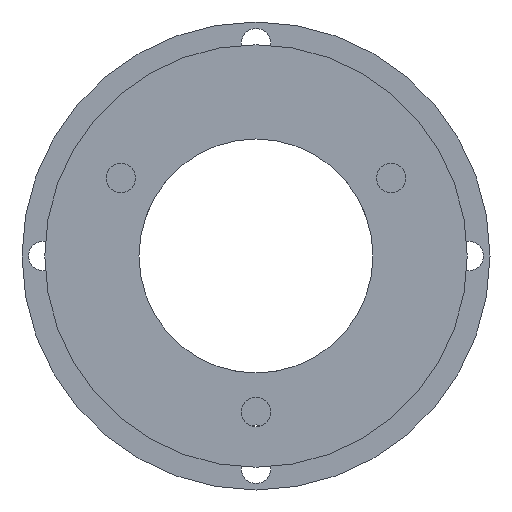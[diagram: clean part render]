
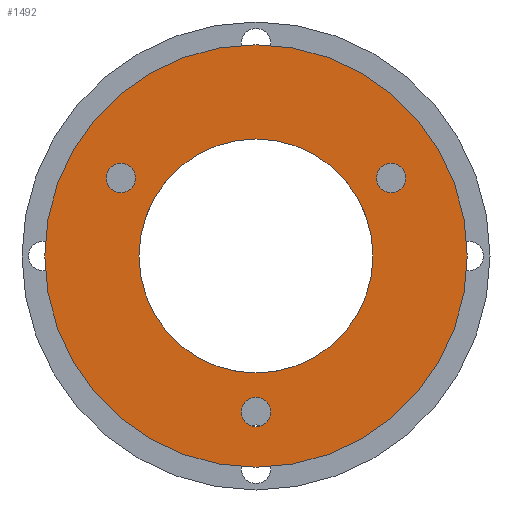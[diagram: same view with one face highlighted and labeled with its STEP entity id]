
A CAD part, front view. The second image highlights one B-rep face of the part: STEP entity #1492.
In plain terms, the highlighted planar face has unit normal (0, -1, 0).
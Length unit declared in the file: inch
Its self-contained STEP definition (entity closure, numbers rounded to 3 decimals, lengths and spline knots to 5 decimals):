
#2 = CARTESIAN_POINT ( 'NONE',  ( 0., 0., 0. ) ) ;
#18 = DIRECTION ( 'NONE',  ( 0., 0., -1. ) ) ;
#25 = ORIENTED_EDGE ( 'NONE', *, *, #1420, .T. ) ;
#66 = CARTESIAN_POINT ( 'NONE',  ( -0.81829, 0., 0.47244 ) ) ;
#108 = ORIENTED_EDGE ( 'NONE', *, *, #2342, .T. ) ;
#112 = EDGE_CURVE ( 'NONE', #1297, #2449, #1085, .T. ) ;
#123 = VERTEX_POINT ( 'NONE', #1948 ) ;
#132 = DIRECTION ( 'NONE',  ( 0., -1., 0. ) ) ;
#154 = CIRCLE ( 'NONE', #1279, 0.08858 ) ;
#155 = VERTEX_POINT ( 'NONE', #2183 ) ;
#194 = ORIENTED_EDGE ( 'NONE', *, *, #1944, .T. ) ;
#200 = ORIENTED_EDGE ( 'NONE', *, *, #2314, .T. ) ;
#213 = CIRCLE ( 'NONE', #1928, 0.70866 ) ;
#242 = DIRECTION ( 'NONE',  ( 0., 0., -1. ) ) ;
#246 = CARTESIAN_POINT ( 'NONE',  ( 0., 0., -0.94488 ) ) ;
#257 = CARTESIAN_POINT ( 'NONE',  ( 0., 0., -0.94488 ) ) ;
#268 = EDGE_CURVE ( 'NONE', #570, #1297, #1213, .T. ) ;
#308 = EDGE_CURVE ( 'NONE', #1807, #905, #1999, .T. ) ;
#317 = ORIENTED_EDGE ( 'NONE', *, *, #1964, .T. ) ;
#322 = DIRECTION ( 'NONE',  ( 0., 0., -1. ) ) ;
#339 = CARTESIAN_POINT ( 'NONE',  ( 0., 0., 0. ) ) ;
#401 = ORIENTED_EDGE ( 'NONE', *, *, #766, .T. ) ;
#411 = AXIS2_PLACEMENT_3D ( 'NONE', #2422, #2045, #715 ) ;
#431 = DIRECTION ( 'NONE',  ( 0., 1., 0. ) ) ;
#440 = DIRECTION ( 'NONE',  ( 0., 0., 1. ) ) ;
#444 = AXIS2_PLACEMENT_3D ( 'NONE', #1268, #862, #1625 ) ;
#497 = VERTEX_POINT ( 'NONE', #2145 ) ;
#506 = ORIENTED_EDGE ( 'NONE', *, *, #112, .T. ) ;
#553 = CARTESIAN_POINT ( 'NONE',  ( -0.774, 0., 0.54916 ) ) ;
#570 = VERTEX_POINT ( 'NONE', #1231 ) ;
#572 = AXIS2_PLACEMENT_3D ( 'NONE', #592, #1408, #1382 ) ;
#585 = CARTESIAN_POINT ( 'NONE',  ( -0.70866, 0., 0. ) ) ;
#591 = DIRECTION ( 'NONE',  ( 0., 1., 0. ) ) ;
#592 = CARTESIAN_POINT ( 'NONE',  ( 0., 0., -0.94488 ) ) ;
#597 = AXIS2_PLACEMENT_3D ( 'NONE', #339, #967, #18 ) ;
#635 = DIRECTION ( 'NONE',  ( 0., 1., 0. ) ) ;
#643 = CARTESIAN_POINT ( 'NONE',  ( 0., 0., 0. ) ) ;
#653 = CIRCLE ( 'NONE', #2119, 0.08858 ) ;
#666 = DIRECTION ( 'NONE',  ( 0., 1., 0. ) ) ;
#674 = AXIS2_PLACEMENT_3D ( 'NONE', #1230, #431, #1959 ) ;
#680 = CIRCLE ( 'NONE', #2395, 0.08858 ) ;
#690 = DIRECTION ( 'NONE',  ( 0., 0., 1. ) ) ;
#691 = EDGE_LOOP ( 'NONE', ( #917, #2350, #401 ) ) ;
#713 = AXIS2_PLACEMENT_3D ( 'NONE', #1740, #591, #2149 ) ;
#715 = DIRECTION ( 'NONE',  ( 0., 0., -1. ) ) ;
#741 = FACE_BOUND ( 'NONE', #691, .T. ) ;
#754 = CIRCLE ( 'NONE', #1827, 0.08858 ) ;
#766 = EDGE_CURVE ( 'NONE', #123, #826, #653, .T. ) ;
#826 = VERTEX_POINT ( 'NONE', #1180 ) ;
#853 = DIRECTION ( 'NONE',  ( 0., -1., 0. ) ) ;
#862 = DIRECTION ( 'NONE',  ( 0., 1., 0. ) ) ;
#897 = FACE_OUTER_BOUND ( 'NONE', #2431, .T. ) ;
#905 = VERTEX_POINT ( 'NONE', #1359 ) ;
#917 = ORIENTED_EDGE ( 'NONE', *, *, #1570, .T. ) ;
#927 = AXIS2_PLACEMENT_3D ( 'NONE', #2, #1702, #322 ) ;
#928 = ORIENTED_EDGE ( 'NONE', *, *, #268, .T. ) ;
#962 = EDGE_LOOP ( 'NONE', ( #1576, #1023, #194 ) ) ;
#967 = DIRECTION ( 'NONE',  ( 0., -1., 0. ) ) ;
#992 = CARTESIAN_POINT ( 'NONE',  ( 1.27953, 0., 0. ) ) ;
#994 = CIRCLE ( 'NONE', #2391, 0.08858 ) ;
#1004 = DIRECTION ( 'NONE',  ( 0., 1., 0. ) ) ;
#1006 = AXIS2_PLACEMENT_3D ( 'NONE', #643, #853, #1039 ) ;
#1020 = DIRECTION ( 'NONE',  ( 0., 0., 1. ) ) ;
#1023 = ORIENTED_EDGE ( 'NONE', *, *, #1642, .T. ) ;
#1034 = DIRECTION ( 'NONE',  ( 0., 0., 1. ) ) ;
#1039 = DIRECTION ( 'NONE',  ( 0., 0., -1. ) ) ;
#1055 = VERTEX_POINT ( 'NONE', #2223 ) ;
#1085 = CIRCLE ( 'NONE', #1006, 1.27953 ) ;
#1093 = FACE_BOUND ( 'NONE', #962, .T. ) ;
#1120 = VERTEX_POINT ( 'NONE', #553 ) ;
#1180 = CARTESIAN_POINT ( 'NONE',  ( 0.774, 0., 0.54916 ) ) ;
#1183 = ORIENTED_EDGE ( 'NONE', *, *, #308, .T. ) ;
#1192 = EDGE_CURVE ( 'NONE', #1684, #1807, #213, .T. ) ;
#1213 = CIRCLE ( 'NONE', #1679, 1.27953 ) ;
#1224 = CARTESIAN_POINT ( 'NONE',  ( 0., 0., -0.70866 ) ) ;
#1230 = CARTESIAN_POINT ( 'NONE',  ( -0.81829, 0., 0.47244 ) ) ;
#1231 = CARTESIAN_POINT ( 'NONE',  ( -1.27953, 0., 0. ) ) ;
#1260 = EDGE_CURVE ( 'NONE', #155, #1055, #2083, .T. ) ;
#1268 = CARTESIAN_POINT ( 'NONE',  ( 0., 0., 0. ) ) ;
#1270 = DIRECTION ( 'NONE',  ( 0., 0., 1. ) ) ;
#1279 = AXIS2_PLACEMENT_3D ( 'NONE', #257, #1969, #1020 ) ;
#1297 = VERTEX_POINT ( 'NONE', #1558 ) ;
#1309 = DIRECTION ( 'NONE',  ( 0., 0., 1. ) ) ;
#1316 = EDGE_CURVE ( 'NONE', #1953, #123, #1841, .T. ) ;
#1357 = DIRECTION ( 'NONE',  ( 0., 1., 0. ) ) ;
#1359 = CARTESIAN_POINT ( 'NONE',  ( 0.70866, 0., 0. ) ) ;
#1382 = DIRECTION ( 'NONE',  ( 0., 0., 1. ) ) ;
#1408 = DIRECTION ( 'NONE',  ( 0., 1., 0. ) ) ;
#1420 = EDGE_CURVE ( 'NONE', #905, #1684, #1491, .T. ) ;
#1424 = CARTESIAN_POINT ( 'NONE',  ( 0.08858, 0., -0.94488 ) ) ;
#1453 = DIRECTION ( 'NONE',  ( 0., 0., -1. ) ) ;
#1485 = CARTESIAN_POINT ( 'NONE',  ( 0.81829, 0., 0.47244 ) ) ;
#1491 = CIRCLE ( 'NONE', #927, 0.70866 ) ;
#1492 = ADVANCED_FACE ( 'NONE', ( #1093, #741, #1504, #1845, #897 ), #1663, .T. ) ;
#1499 = DIRECTION ( 'NONE',  ( 0., 1., 0. ) ) ;
#1504 = FACE_BOUND ( 'NONE', #2338, .T. ) ;
#1558 = CARTESIAN_POINT ( 'NONE',  ( 0., 0., -1.27953 ) ) ;
#1562 = CARTESIAN_POINT ( 'NONE',  ( 0.81829, 0., 0.56102 ) ) ;
#1570 = EDGE_CURVE ( 'NONE', #826, #1953, #1950, .T. ) ;
#1576 = ORIENTED_EDGE ( 'NONE', *, *, #2397, .T. ) ;
#1625 = DIRECTION ( 'NONE',  ( 0., 0., -1. ) ) ;
#1629 = DIRECTION ( 'NONE',  ( 0., 1., 0. ) ) ;
#1636 = ORIENTED_EDGE ( 'NONE', *, *, #1192, .T. ) ;
#1642 = EDGE_CURVE ( 'NONE', #497, #1120, #754, .T. ) ;
#1663 = PLANE ( 'NONE',  #411 ) ;
#1679 = AXIS2_PLACEMENT_3D ( 'NONE', #2217, #132, #1453 ) ;
#1684 = VERTEX_POINT ( 'NONE', #1224 ) ;
#1702 = DIRECTION ( 'NONE',  ( 0., 1., 0. ) ) ;
#1740 = CARTESIAN_POINT ( 'NONE',  ( 0.81829, 0., 0.47244 ) ) ;
#1752 = CIRCLE ( 'NONE', #674, 0.08858 ) ;
#1788 = CARTESIAN_POINT ( 'NONE',  ( 0.81829, 0., 0.47244 ) ) ;
#1804 = AXIS2_PLACEMENT_3D ( 'NONE', #1788, #1629, #1270 ) ;
#1807 = VERTEX_POINT ( 'NONE', #585 ) ;
#1827 = AXIS2_PLACEMENT_3D ( 'NONE', #2366, #666, #690 ) ;
#1841 = CIRCLE ( 'NONE', #1804, 0.08858 ) ;
#1845 = FACE_BOUND ( 'NONE', #2036, .T. ) ;
#1872 = VERTEX_POINT ( 'NONE', #1424 ) ;
#1928 = AXIS2_PLACEMENT_3D ( 'NONE', #1952, #1004, #242 ) ;
#1944 = EDGE_CURVE ( 'NONE', #1120, #2146, #1752, .T. ) ;
#1948 = CARTESIAN_POINT ( 'NONE',  ( 0.86258, 0., 0.39573 ) ) ;
#1950 = CIRCLE ( 'NONE', #713, 0.08858 ) ;
#1952 = CARTESIAN_POINT ( 'NONE',  ( 0., 0., 0. ) ) ;
#1953 = VERTEX_POINT ( 'NONE', #1562 ) ;
#1959 = DIRECTION ( 'NONE',  ( 0., 0., 1. ) ) ;
#1964 = EDGE_CURVE ( 'NONE', #1055, #1872, #994, .T. ) ;
#1969 = DIRECTION ( 'NONE',  ( 0., 1., 0. ) ) ;
#1999 = CIRCLE ( 'NONE', #444, 0.70866 ) ;
#2036 = EDGE_LOOP ( 'NONE', ( #1183, #25, #1636 ) ) ;
#2045 = DIRECTION ( 'NONE',  ( 0., -1., 0. ) ) ;
#2083 = CIRCLE ( 'NONE', #572, 0.08858 ) ;
#2119 = AXIS2_PLACEMENT_3D ( 'NONE', #1485, #1499, #1309 ) ;
#2145 = CARTESIAN_POINT ( 'NONE',  ( -0.81829, 0., 0.56102 ) ) ;
#2146 = VERTEX_POINT ( 'NONE', #2224 ) ;
#2149 = DIRECTION ( 'NONE',  ( 0., 0., 1. ) ) ;
#2183 = CARTESIAN_POINT ( 'NONE',  ( -0.08858, 0., -0.94488 ) ) ;
#2217 = CARTESIAN_POINT ( 'NONE',  ( 0., 0., 0. ) ) ;
#2223 = CARTESIAN_POINT ( 'NONE',  ( 0., 0., -0.8563 ) ) ;
#2224 = CARTESIAN_POINT ( 'NONE',  ( -0.86258, 0., 0.39573 ) ) ;
#2314 = EDGE_CURVE ( 'NONE', #2449, #570, #2355, .T. ) ;
#2338 = EDGE_LOOP ( 'NONE', ( #108, #2458, #317 ) ) ;
#2342 = EDGE_CURVE ( 'NONE', #1872, #155, #154, .T. ) ;
#2350 = ORIENTED_EDGE ( 'NONE', *, *, #1316, .T. ) ;
#2355 = CIRCLE ( 'NONE', #597, 1.27953 ) ;
#2366 = CARTESIAN_POINT ( 'NONE',  ( -0.81829, 0., 0.47244 ) ) ;
#2391 = AXIS2_PLACEMENT_3D ( 'NONE', #246, #635, #1034 ) ;
#2395 = AXIS2_PLACEMENT_3D ( 'NONE', #66, #1357, #440 ) ;
#2397 = EDGE_CURVE ( 'NONE', #2146, #497, #680, .T. ) ;
#2422 = CARTESIAN_POINT ( 'NONE',  ( 0., 0., 0. ) ) ;
#2431 = EDGE_LOOP ( 'NONE', ( #928, #506, #200 ) ) ;
#2449 = VERTEX_POINT ( 'NONE', #992 ) ;
#2458 = ORIENTED_EDGE ( 'NONE', *, *, #1260, .T. ) ;
